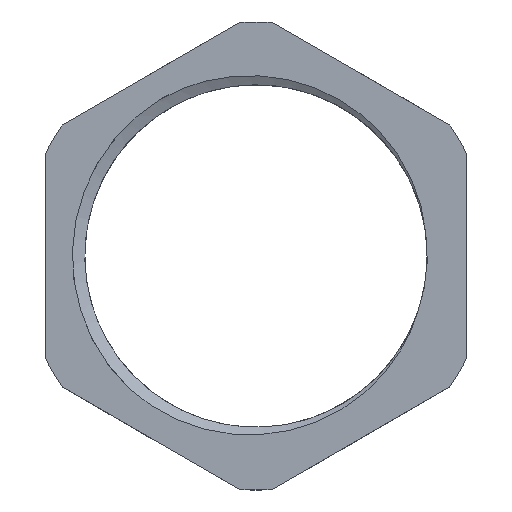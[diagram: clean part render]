
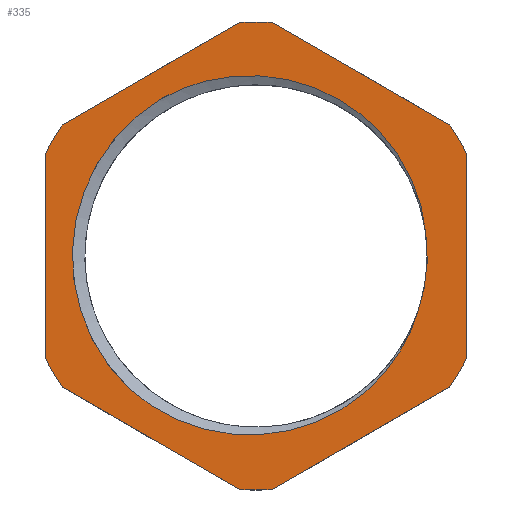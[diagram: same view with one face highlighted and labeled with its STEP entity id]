
A CAD part, top view. The second image highlights one B-rep face of the part: STEP entity #335.
In plain terms, the highlighted planar face has unit normal (0, 0, 1).
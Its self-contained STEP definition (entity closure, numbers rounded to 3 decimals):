
#16=FACE_BOUND('',#124,.T.);
#20=LINE('',#1020,#38);
#22=LINE('',#1025,#40);
#25=LINE('',#1036,#43);
#29=LINE('',#1053,#47);
#32=LINE('',#1064,#50);
#34=LINE('',#1069,#52);
#38=VECTOR('',#403,10.);
#40=VECTOR('',#407,10.);
#43=VECTOR('',#412,10.);
#47=VECTOR('',#418,10.);
#50=VECTOR('',#423,10.);
#52=VECTOR('',#427,10.);
#67=PLANE('',#364);
#70=CIRCLE('',#354,10.585);
#71=CIRCLE('',#356,11.346);
#73=CIRCLE('',#365,14.46);
#74=CIRCLE('',#366,14.46);
#75=CIRCLE('',#367,14.46);
#76=CIRCLE('',#368,14.46);
#77=CIRCLE('',#369,14.46);
#78=CIRCLE('',#370,14.46);
#104=FACE_OUTER_BOUND('',#123,.T.);
#123=EDGE_LOOP('',(#265,#266,#267,#268,#269,#270,#271,#272,#273,#274,#275,
#276));
#124=EDGE_LOOP('',(#277,#278,#279,#280));
#137=B_SPLINE_CURVE_WITH_KNOTS('',3,(#666,#667,#668,#669,#670,#671,#672,
#673,#674,#675,#676,#677,#678,#679,#680,#681),.UNSPECIFIED.,.F.,.F.,(4,
3,3,3,3,4),(-2.183,-2.115,-1.6,-1.075,
-0.542,0.),.UNSPECIFIED.);
#142=B_SPLINE_CURVE_WITH_KNOTS('',3,(#992,#993,#994,#995,#996,#997,#998,
#999,#1000,#1001,#1002,#1003,#1004,#1005,#1006,#1007),.UNSPECIFIED.,.F.,
 .F.,(4,3,3,3,3,4),(-2.18,-2.107,-1.568,
-1.037,-0.514,0.),.UNSPECIFIED.);
#145=VERTEX_POINT('',#633);
#146=VERTEX_POINT('',#665);
#148=VERTEX_POINT('',#716);
#150=VERTEX_POINT('',#906);
#153=VERTEX_POINT('',#1017);
#154=VERTEX_POINT('',#1019);
#155=VERTEX_POINT('',#1023);
#156=VERTEX_POINT('',#1024);
#159=VERTEX_POINT('',#1034);
#160=VERTEX_POINT('',#1035);
#165=VERTEX_POINT('',#1050);
#166=VERTEX_POINT('',#1052);
#169=VERTEX_POINT('',#1061);
#170=VERTEX_POINT('',#1063);
#171=VERTEX_POINT('',#1067);
#172=VERTEX_POINT('',#1068);
#178=EDGE_CURVE('',#145,#146,#137,.T.);
#182=EDGE_CURVE('',#148,#145,#70,.T.);
#185=EDGE_CURVE('',#150,#148,#142,.T.);
#186=EDGE_CURVE('',#150,#146,#71,.T.);
#190=EDGE_CURVE('',#154,#153,#20,.T.);
#192=EDGE_CURVE('',#155,#156,#22,.T.);
#196=EDGE_CURVE('',#159,#160,#25,.T.);
#202=EDGE_CURVE('',#166,#165,#29,.T.);
#206=EDGE_CURVE('',#170,#169,#32,.T.);
#208=EDGE_CURVE('',#171,#172,#34,.T.);
#212=EDGE_CURVE('',#153,#170,#73,.T.);
#213=EDGE_CURVE('',#169,#166,#74,.T.);
#214=EDGE_CURVE('',#165,#159,#75,.T.);
#215=EDGE_CURVE('',#160,#155,#76,.T.);
#216=EDGE_CURVE('',#156,#171,#77,.T.);
#217=EDGE_CURVE('',#172,#154,#78,.T.);
#265=ORIENTED_EDGE('',*,*,#190,.T.);
#266=ORIENTED_EDGE('',*,*,#212,.T.);
#267=ORIENTED_EDGE('',*,*,#206,.T.);
#268=ORIENTED_EDGE('',*,*,#213,.T.);
#269=ORIENTED_EDGE('',*,*,#202,.T.);
#270=ORIENTED_EDGE('',*,*,#214,.T.);
#271=ORIENTED_EDGE('',*,*,#196,.T.);
#272=ORIENTED_EDGE('',*,*,#215,.T.);
#273=ORIENTED_EDGE('',*,*,#192,.T.);
#274=ORIENTED_EDGE('',*,*,#216,.T.);
#275=ORIENTED_EDGE('',*,*,#208,.T.);
#276=ORIENTED_EDGE('',*,*,#217,.T.);
#277=ORIENTED_EDGE('',*,*,#186,.T.);
#278=ORIENTED_EDGE('',*,*,#178,.F.);
#279=ORIENTED_EDGE('',*,*,#182,.F.);
#280=ORIENTED_EDGE('',*,*,#185,.F.);
#335=ADVANCED_FACE('',(#104,#16),#67,.T.);
#354=AXIS2_PLACEMENT_3D('',#748,#392,#393);
#356=AXIS2_PLACEMENT_3D('',#1009,#396,#397);
#364=AXIS2_PLACEMENT_3D('',#1077,#430,#431);
#365=AXIS2_PLACEMENT_3D('',#1078,#432,#433);
#366=AXIS2_PLACEMENT_3D('',#1079,#434,#435);
#367=AXIS2_PLACEMENT_3D('',#1080,#436,#437);
#368=AXIS2_PLACEMENT_3D('',#1081,#438,#439);
#369=AXIS2_PLACEMENT_3D('',#1082,#440,#441);
#370=AXIS2_PLACEMENT_3D('',#1083,#442,#443);
#392=DIRECTION('center_axis',(0.,0.,1.));
#393=DIRECTION('ref_axis',(-1.,0.,0.));
#396=DIRECTION('center_axis',(0.,0.,-1.));
#397=DIRECTION('ref_axis',(-1.,0.,0.));
#403=DIRECTION('',(0.866,0.5,0.));
#407=DIRECTION('',(0.,-1.,0.));
#412=DIRECTION('',(-0.866,-0.5,0.));
#418=DIRECTION('',(-0.866,0.5,0.));
#423=DIRECTION('',(0.,1.,0.));
#427=DIRECTION('',(0.866,-0.5,0.));
#430=DIRECTION('center_axis',(0.,0.,1.));
#431=DIRECTION('ref_axis',(1.,0.,0.));
#432=DIRECTION('center_axis',(0.,0.,1.));
#433=DIRECTION('ref_axis',(1.,0.,0.));
#434=DIRECTION('center_axis',(0.,0.,1.));
#435=DIRECTION('ref_axis',(1.,0.,0.));
#436=DIRECTION('center_axis',(0.,0.,1.));
#437=DIRECTION('ref_axis',(1.,0.,0.));
#438=DIRECTION('center_axis',(0.,0.,1.));
#439=DIRECTION('ref_axis',(1.,0.,0.));
#440=DIRECTION('center_axis',(0.,0.,1.));
#441=DIRECTION('ref_axis',(1.,0.,0.));
#442=DIRECTION('center_axis',(0.,0.,1.));
#443=DIRECTION('ref_axis',(1.,0.,0.));
#633=CARTESIAN_POINT('',(10.491,1.411,3.));
#665=CARTESIAN_POINT('',(-5.891,9.697,3.));
#666=CARTESIAN_POINT('Ctrl Pts',(10.491,1.411,3.));
#667=CARTESIAN_POINT('Ctrl Pts',(10.469,1.637,3.));
#668=CARTESIAN_POINT('Ctrl Pts',(10.44,1.861,3.));
#669=CARTESIAN_POINT('Ctrl Pts',(10.404,2.084,3.));
#670=CARTESIAN_POINT('Ctrl Pts',(10.128,3.774,3.));
#671=CARTESIAN_POINT('Ctrl Pts',(9.433,5.399,3.));
#672=CARTESIAN_POINT('Ctrl Pts',(8.411,6.766,3.));
#673=CARTESIAN_POINT('Ctrl Pts',(7.369,8.16,3.));
#674=CARTESIAN_POINT('Ctrl Pts',(5.98,9.299,3.));
#675=CARTESIAN_POINT('Ctrl Pts',(4.412,10.053,3.));
#676=CARTESIAN_POINT('Ctrl Pts',(2.819,10.82,3.));
#677=CARTESIAN_POINT('Ctrl Pts',(1.032,11.195,3.));
#678=CARTESIAN_POINT('Ctrl Pts',(-0.738,11.138,3.));
#679=CARTESIAN_POINT('Ctrl Pts',(-2.536,11.081,3.));
#680=CARTESIAN_POINT('Ctrl Pts',(-4.316,10.582,3.));
#681=CARTESIAN_POINT('Ctrl Pts',(-5.891,9.697,3.));
#716=CARTESIAN_POINT('',(9.919,-3.694,3.));
#748=CARTESIAN_POINT('Origin',(0.,0.,3.));
#906=CARTESIAN_POINT('',(-7.888,-8.156,3.));
#992=CARTESIAN_POINT('Ctrl Pts',(-7.888,-8.156,3.));
#993=CARTESIAN_POINT('Ctrl Pts',(-7.708,-8.319,3.));
#994=CARTESIAN_POINT('Ctrl Pts',(-7.524,-8.475,3.));
#995=CARTESIAN_POINT('Ctrl Pts',(-7.334,-8.626,3.));
#996=CARTESIAN_POINT('Ctrl Pts',(-5.927,-9.743,3.));
#997=CARTESIAN_POINT('Ctrl Pts',(-4.243,-10.519,3.));
#998=CARTESIAN_POINT('Ctrl Pts',(-2.484,-10.858,3.));
#999=CARTESIAN_POINT('Ctrl Pts',(-0.75,-11.192,3.));
#1000=CARTESIAN_POINT('Ctrl Pts',(1.071,-11.105,3.));
#1001=CARTESIAN_POINT('Ctrl Pts',(2.761,-10.6,3.));
#1002=CARTESIAN_POINT('Ctrl Pts',(4.424,-10.104,3.));
#1003=CARTESIAN_POINT('Ctrl Pts',(5.972,-9.202,3.));
#1004=CARTESIAN_POINT('Ctrl Pts',(7.219,-7.992,3.));
#1005=CARTESIAN_POINT('Ctrl Pts',(8.444,-6.804,3.));
#1006=CARTESIAN_POINT('Ctrl Pts',(9.38,-5.32,3.));
#1007=CARTESIAN_POINT('Ctrl Pts',(9.919,-3.694,3.));
#1009=CARTESIAN_POINT('Origin',(0.,0.,3.));
#1017=CARTESIAN_POINT('',(11.983,-8.092,3.));
#1019=CARTESIAN_POINT('',(1.017,-14.424,3.));
#1020=CARTESIAN_POINT('',(12.367,-7.871,3.));
#1023=CARTESIAN_POINT('',(-13.,6.332,3.));
#1024=CARTESIAN_POINT('',(-13.,-6.332,3.));
#1025=CARTESIAN_POINT('',(-13.,-6.775,3.));
#1034=CARTESIAN_POINT('',(-1.017,14.424,3.));
#1035=CARTESIAN_POINT('',(-11.983,8.092,3.));
#1036=CARTESIAN_POINT('',(-6.117,11.48,3.));
#1050=CARTESIAN_POINT('',(1.017,14.424,3.));
#1052=CARTESIAN_POINT('',(11.983,8.092,3.));
#1053=CARTESIAN_POINT('',(10.009,9.233,3.));
#1061=CARTESIAN_POINT('',(13.,6.332,3.));
#1063=CARTESIAN_POINT('',(13.,-6.332,3.));
#1064=CARTESIAN_POINT('',(13.,-0.443,3.));
#1067=CARTESIAN_POINT('',(-11.983,-8.092,3.));
#1068=CARTESIAN_POINT('',(-1.017,-14.424,3.));
#1069=CARTESIAN_POINT('',(2.492,-16.45,3.));
#1077=CARTESIAN_POINT('Origin',(12.501,-7.217,3.));
#1078=CARTESIAN_POINT('Origin',(0.,0.,3.));
#1079=CARTESIAN_POINT('Origin',(0.,0.,3.));
#1080=CARTESIAN_POINT('Origin',(0.,0.,3.));
#1081=CARTESIAN_POINT('Origin',(0.,0.,3.));
#1082=CARTESIAN_POINT('Origin',(0.,0.,3.));
#1083=CARTESIAN_POINT('Origin',(0.,0.,3.));
